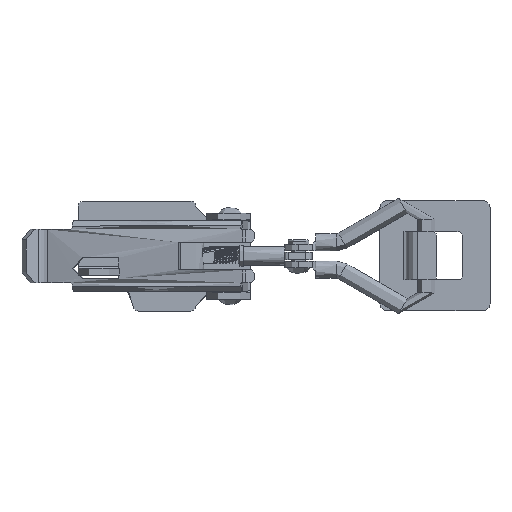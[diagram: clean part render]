
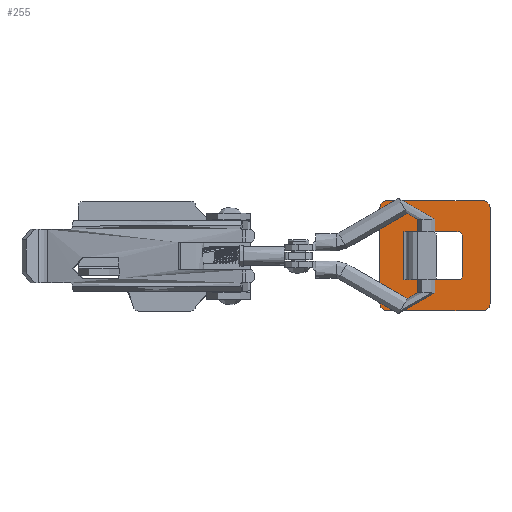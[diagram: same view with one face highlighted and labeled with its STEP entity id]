
A CAD part, top view. The second image highlights one B-rep face of the part: STEP entity #255.
In plain terms, the highlighted planar face has unit normal (0, 0, 1).
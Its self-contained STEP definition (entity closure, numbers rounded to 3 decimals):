
#44=FACE_BOUND('',#1074,.T.);
#255=ADVANCED_FACE('',(#659,#44),#6490,.T.);
#659=FACE_OUTER_BOUND('',#1073,.T.);
#1073=EDGE_LOOP('',(#2292,#2293,#2294,#2295,#2296,#2297,#2298,#2299));
#1074=EDGE_LOOP('',(#2300,#2301,#2302,#2303,#2304,#2305,#2306,#2307));
#2292=ORIENTED_EDGE('',*,*,#3892,.F.);
#2293=ORIENTED_EDGE('',*,*,#3917,.T.);
#2294=ORIENTED_EDGE('',*,*,#3887,.F.);
#2295=ORIENTED_EDGE('',*,*,#3916,.T.);
#2296=ORIENTED_EDGE('',*,*,#3890,.T.);
#2297=ORIENTED_EDGE('',*,*,#3919,.T.);
#2298=ORIENTED_EDGE('',*,*,#3891,.T.);
#2299=ORIENTED_EDGE('',*,*,#3921,.T.);
#2300=ORIENTED_EDGE('',*,*,#3855,.T.);
#2301=ORIENTED_EDGE('',*,*,#3924,.T.);
#2302=ORIENTED_EDGE('',*,*,#3927,.T.);
#2303=ORIENTED_EDGE('',*,*,#3901,.T.);
#2304=ORIENTED_EDGE('',*,*,#3900,.T.);
#2305=ORIENTED_EDGE('',*,*,#3899,.T.);
#2306=ORIENTED_EDGE('',*,*,#3898,.T.);
#2307=ORIENTED_EDGE('',*,*,#3923,.T.);
#3855=EDGE_CURVE('',#6079,#6082,#5056,.T.);
#3887=EDGE_CURVE('',#6112,#6111,#4690,.T.);
#3890=EDGE_CURVE('',#6116,#6115,#4693,.T.);
#3891=EDGE_CURVE('',#6118,#6117,#4694,.T.);
#3892=EDGE_CURVE('',#6120,#6119,#4695,.T.);
#3898=EDGE_CURVE('',#6104,#6128,#4701,.T.);
#3899=EDGE_CURVE('',#6105,#6104,#5271,.T.);
#3900=EDGE_CURVE('',#6106,#6105,#4702,.T.);
#3901=EDGE_CURVE('',#6103,#6106,#5272,.T.);
#3916=EDGE_CURVE('',#6112,#6116,#5276,.T.);
#3917=EDGE_CURVE('',#6120,#6111,#5277,.T.);
#3919=EDGE_CURVE('',#6115,#6118,#5279,.T.);
#3921=EDGE_CURVE('',#6117,#6119,#5281,.T.);
#3923=EDGE_CURVE('',#6128,#6079,#4713,.T.);
#3924=EDGE_CURVE('',#6082,#6127,#4714,.T.);
#3927=EDGE_CURVE('',#6127,#6103,#4715,.T.);
#4690=B_SPLINE_CURVE_WITH_KNOTS('',1,(#43260,#43261),.UNSPECIFIED.,.F.,
 .F.,(2,2),(2.,30.),.UNSPECIFIED.);
#4693=B_SPLINE_CURVE_WITH_KNOTS('',1,(#43266,#43267),.UNSPECIFIED.,.F.,
 .F.,(2,2),(-64.,-36.),.UNSPECIFIED.);
#4694=B_SPLINE_CURVE_WITH_KNOTS('',1,(#43268,#43269),.UNSPECIFIED.,.F.,
 .F.,(2,2),(2.,30.),.UNSPECIFIED.);
#4695=B_SPLINE_CURVE_WITH_KNOTS('',1,(#43270,#43271),.UNSPECIFIED.,.F.,
 .F.,(2,2),(-64.,-36.),.UNSPECIFIED.);
#4701=B_SPLINE_CURVE_WITH_KNOTS('',1,(#43282,#43283),.UNSPECIFIED.,.F.,
 .F.,(2,2),(43.,56.172),.UNSPECIFIED.);
#4702=B_SPLINE_CURVE_WITH_KNOTS('',1,(#43287,#43288),.UNSPECIFIED.,.F.,
 .F.,(2,2),(-91.571,-79.571),.UNSPECIFIED.);
#4713=B_SPLINE_CURVE_WITH_KNOTS('',1,(#43344,#43345),.UNSPECIFIED.,.F.,
 .F.,(2,2),(56.172,59.),.UNSPECIFIED.);
#4714=B_SPLINE_CURVE_WITH_KNOTS('',1,(#43346,#43347),.UNSPECIFIED.,.F.,
 .F.,(2,2),(-48.,-45.172),.UNSPECIFIED.);
#4715=B_SPLINE_CURVE_WITH_KNOTS('',1,(#43354,#43355),.UNSPECIFIED.,.F.,
 .F.,(2,2),(-45.172,-32.),.UNSPECIFIED.);
#5056=(
BOUNDED_CURVE()
B_SPLINE_CURVE(1,(#43186,#43187),.UNSPECIFIED.,.F.,.F.)
B_SPLINE_CURVE_WITH_KNOTS((2,2),(0.,14.),.UNSPECIFIED.)
CURVE()
GEOMETRIC_REPRESENTATION_ITEM()
RATIONAL_B_SPLINE_CURVE((1.,1.))
REPRESENTATION_ITEM('')
);
#5271=TRIMMED_CURVE($,#5581,(#43285),(#43286),.T.,.CARTESIAN.);
#5272=TRIMMED_CURVE($,#5582,(#43290),(#43291),.T.,.CARTESIAN.);
#5276=TRIMMED_CURVE($,#5586,(#43324),(#43325),.T.,.CARTESIAN.);
#5277=TRIMMED_CURVE($,#5587,(#43327),(#43328),.T.,.CARTESIAN.);
#5279=TRIMMED_CURVE($,#5589,(#43333),(#43334),.T.,.CARTESIAN.);
#5281=TRIMMED_CURVE($,#5591,(#43339),(#43340),.T.,.CARTESIAN.);
#5581=CIRCLE('',#7218,1.);
#5582=CIRCLE('',#7219,1.);
#5586=CIRCLE('',#7223,2.);
#5587=CIRCLE('',#7224,2.);
#5589=CIRCLE('',#7226,2.);
#5591=CIRCLE('',#7228,2.);
#6079=VERTEX_POINT('',#43128);
#6082=VERTEX_POINT('',#43131);
#6103=VERTEX_POINT('',#43152);
#6104=VERTEX_POINT('',#43153);
#6105=VERTEX_POINT('',#43154);
#6106=VERTEX_POINT('',#43155);
#6111=VERTEX_POINT('',#43160);
#6112=VERTEX_POINT('',#43161);
#6115=VERTEX_POINT('',#43164);
#6116=VERTEX_POINT('',#43165);
#6117=VERTEX_POINT('',#43166);
#6118=VERTEX_POINT('',#43167);
#6119=VERTEX_POINT('',#43168);
#6120=VERTEX_POINT('',#43169);
#6127=VERTEX_POINT('',#43176);
#6128=VERTEX_POINT('',#43177);
#6490=PLANE('',#7191);
#7191=AXIS2_PLACEMENT_3D('',#43113,#7948,$);
#7218=AXIS2_PLACEMENT_3D($,#43284,#7987,#7988);
#7219=AXIS2_PLACEMENT_3D($,#43289,#7989,#7990);
#7223=AXIS2_PLACEMENT_3D($,#43323,#7997,#7998);
#7224=AXIS2_PLACEMENT_3D($,#43326,#7999,#8000);
#7226=AXIS2_PLACEMENT_3D($,#43332,#8003,#8004);
#7228=AXIS2_PLACEMENT_3D($,#43338,#8007,#8008);
#7948=DIRECTION('',(0.,0.,1.));
#7987=DIRECTION('',(0.,0.,-1.));
#7988=DIRECTION('',(1.,0.,0.));
#7989=DIRECTION('',(0.,0.,-1.));
#7990=DIRECTION('',(0.,1.,0.));
#7997=DIRECTION('',(0.,0.,1.));
#7998=DIRECTION('',(-1.,0.,0.));
#7999=DIRECTION('',(0.,0.,1.));
#8000=DIRECTION('',(0.,1.,0.));
#8003=DIRECTION('',(0.,0.,1.));
#8004=DIRECTION('',(0.,-1.,0.));
#8007=DIRECTION('',(0.,0.,1.));
#8008=DIRECTION('',(1.,0.,0.));
#43113=CARTESIAN_POINT('',(49.508,-5.638,2.278));
#43128=CARTESIAN_POINT('',(56.508,3.362,2.278));
#43131=CARTESIAN_POINT('',(56.508,17.362,2.278));
#43152=CARTESIAN_POINT('',(72.508,17.362,2.278));
#43153=CARTESIAN_POINT('',(72.508,3.362,2.278));
#43154=CARTESIAN_POINT('',(73.508,4.362,2.278));
#43155=CARTESIAN_POINT('',(73.508,16.362,2.278));
#43160=CARTESIAN_POINT('',(49.508,24.362,2.278));
#43161=CARTESIAN_POINT('',(49.508,-3.638,2.278));
#43164=CARTESIAN_POINT('',(79.508,-5.638,2.278));
#43165=CARTESIAN_POINT('',(51.508,-5.638,2.278));
#43166=CARTESIAN_POINT('',(81.508,24.362,2.278));
#43167=CARTESIAN_POINT('',(81.508,-3.638,2.278));
#43168=CARTESIAN_POINT('',(79.508,26.362,2.278));
#43169=CARTESIAN_POINT('',(51.508,26.362,2.278));
#43176=CARTESIAN_POINT('',(59.337,17.362,2.278));
#43177=CARTESIAN_POINT('',(59.337,3.362,2.278));
#43186=CARTESIAN_POINT('',(56.508,3.362,2.278));
#43187=CARTESIAN_POINT('',(56.508,17.362,2.278));
#43260=CARTESIAN_POINT('',(49.508,-3.638,2.278));
#43261=CARTESIAN_POINT('',(49.508,24.362,2.278));
#43266=CARTESIAN_POINT('',(51.508,-5.638,2.278));
#43267=CARTESIAN_POINT('',(79.508,-5.638,2.278));
#43268=CARTESIAN_POINT('',(81.508,-3.638,2.278));
#43269=CARTESIAN_POINT('',(81.508,24.362,2.278));
#43270=CARTESIAN_POINT('',(51.508,26.362,2.278));
#43271=CARTESIAN_POINT('',(79.508,26.362,2.278));
#43282=CARTESIAN_POINT('',(72.508,3.362,2.278));
#43283=CARTESIAN_POINT('',(59.337,3.362,2.278));
#43284=CARTESIAN_POINT('',(72.508,4.362,2.278));
#43285=CARTESIAN_POINT('',(73.508,4.362,2.278));
#43286=CARTESIAN_POINT('',(72.508,3.362,2.278));
#43287=CARTESIAN_POINT('',(73.508,16.362,2.278));
#43288=CARTESIAN_POINT('',(73.508,4.362,2.278));
#43289=CARTESIAN_POINT('',(72.508,16.362,2.278));
#43290=CARTESIAN_POINT('',(72.508,17.362,2.278));
#43291=CARTESIAN_POINT('',(73.508,16.362,2.278));
#43323=CARTESIAN_POINT('',(51.508,-3.638,2.278));
#43324=CARTESIAN_POINT('',(49.508,-3.638,2.278));
#43325=CARTESIAN_POINT('',(51.508,-5.638,2.278));
#43326=CARTESIAN_POINT('',(51.508,24.362,2.278));
#43327=CARTESIAN_POINT('',(51.508,26.362,2.278));
#43328=CARTESIAN_POINT('',(49.508,24.362,2.278));
#43332=CARTESIAN_POINT('',(79.508,-3.638,2.278));
#43333=CARTESIAN_POINT('',(79.508,-5.638,2.278));
#43334=CARTESIAN_POINT('',(81.508,-3.638,2.278));
#43338=CARTESIAN_POINT('',(79.508,24.362,2.278));
#43339=CARTESIAN_POINT('',(81.508,24.362,2.278));
#43340=CARTESIAN_POINT('',(79.508,26.362,2.278));
#43344=CARTESIAN_POINT('',(59.337,3.362,2.278));
#43345=CARTESIAN_POINT('',(56.508,3.362,2.278));
#43346=CARTESIAN_POINT('',(56.508,17.362,2.278));
#43347=CARTESIAN_POINT('',(59.337,17.362,2.278));
#43354=CARTESIAN_POINT('',(59.337,17.362,2.278));
#43355=CARTESIAN_POINT('',(72.508,17.362,2.278));
